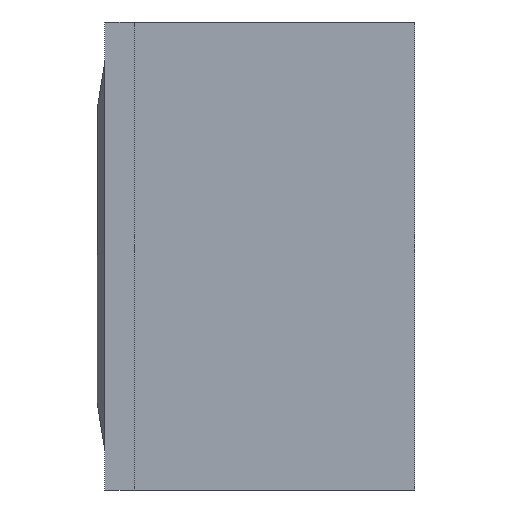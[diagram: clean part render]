
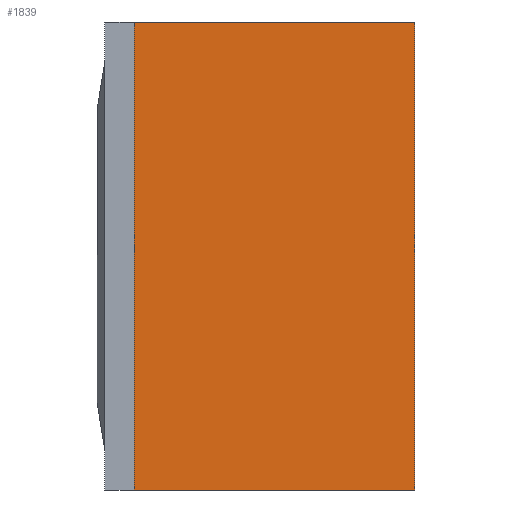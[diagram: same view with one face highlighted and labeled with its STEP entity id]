
A CAD part, left-side view. The second image highlights one B-rep face of the part: STEP entity #1839.
In plain terms, the highlighted free-form (B-spline) face has degree [1, 1] with [2, 2] control points.
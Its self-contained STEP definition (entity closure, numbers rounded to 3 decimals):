
#1755 = VERTEX_POINT('',#1756);
#1756 = CARTESIAN_POINT('',(-161.965,331.151,
    -698.547));
#1761 = EDGE_CURVE('',#1755,#1762,#1764,.T.);
#1762 = VERTEX_POINT('',#1763);
#1763 = CARTESIAN_POINT('',(-161.965,530.908,
    -698.547));
#1764 = B_SPLINE_CURVE_WITH_KNOTS('',1,(#1765,#1766),.UNSPECIFIED.,.F.,
  .F.,(2,2),(0.,144.),.PIECEWISE_BEZIER_KNOTS.);
#1765 = CARTESIAN_POINT('',(-161.965,331.151,
    -698.547));
#1766 = CARTESIAN_POINT('',(-161.965,530.908,
    -698.547));
#1785 = VERTEX_POINT('',#1786);
#1786 = CARTESIAN_POINT('',(-161.965,530.908,
    -365.618));
#1791 = EDGE_CURVE('',#1785,#1792,#1794,.T.);
#1792 = VERTEX_POINT('',#1793);
#1793 = CARTESIAN_POINT('',(-161.965,331.151,
    -365.618));
#1794 = B_SPLINE_CURVE_WITH_KNOTS('',1,(#1795,#1796),.UNSPECIFIED.,.F.,
  .F.,(2,2),(-144.,0.),.PIECEWISE_BEZIER_KNOTS.);
#1795 = CARTESIAN_POINT('',(-161.965,530.908,
    -365.618));
#1796 = CARTESIAN_POINT('',(-161.965,331.151,
    -365.618));
#1811 = EDGE_CURVE('',#1785,#1762,#1812,.T.);
#1812 = B_SPLINE_CURVE_WITH_KNOTS('',1,(#1813,#1814),.UNSPECIFIED.,.F.,
  .F.,(2,2),(5.,245.),.PIECEWISE_BEZIER_KNOTS.);
#1813 = CARTESIAN_POINT('',(-161.965,530.908,
    -365.618));
#1814 = CARTESIAN_POINT('',(-161.965,530.908,
    -698.547));
#1830 = EDGE_CURVE('',#1755,#1792,#1831,.T.);
#1831 = B_SPLINE_CURVE_WITH_KNOTS('',1,(#1832,#1833),.UNSPECIFIED.,.F.,
  .F.,(2,2),(5.,245.),.PIECEWISE_BEZIER_KNOTS.);
#1832 = CARTESIAN_POINT('',(-161.965,331.151,
    -698.547));
#1833 = CARTESIAN_POINT('',(-161.965,331.151,
    -365.618));
#1839 = ADVANCED_FACE('',(#1840),#1846,.T.);
#1840 = FACE_BOUND('',#1841,.T.);
#1841 = EDGE_LOOP('',(#1842,#1843,#1844,#1845));
#1842 = ORIENTED_EDGE('',*,*,#1830,.T.);
#1843 = ORIENTED_EDGE('',*,*,#1791,.F.);
#1844 = ORIENTED_EDGE('',*,*,#1811,.T.);
#1845 = ORIENTED_EDGE('',*,*,#1761,.F.);
#1846 = B_SPLINE_SURFACE_WITH_KNOTS('',1,1,(
    (#1847,#1848)
    ,(#1849,#1850
    )),.UNSPECIFIED.,.F.,.F.,.F.,(2,2),(2,2),(5.,245.),(0.,144.),
  .PIECEWISE_BEZIER_KNOTS.);
#1847 = CARTESIAN_POINT('',(-161.965,331.151,
    -698.547));
#1848 = CARTESIAN_POINT('',(-161.965,530.908,
    -698.547));
#1849 = CARTESIAN_POINT('',(-161.965,331.151,
    -365.618));
#1850 = CARTESIAN_POINT('',(-161.965,530.908,
    -365.618));
